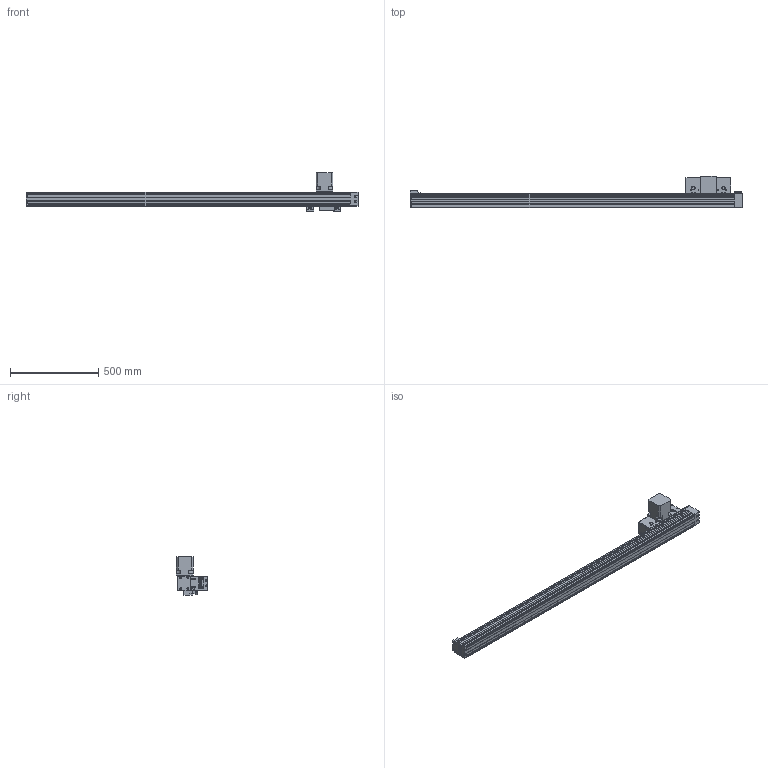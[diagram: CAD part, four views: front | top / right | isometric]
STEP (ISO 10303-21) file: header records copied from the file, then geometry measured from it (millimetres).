
FILE_DESCRIPTION((''),'2;1');
FILE_NAME('AXC80-APL__-H20-1500-1880','2008-04-17T',(''),(''),'PRO/ENGINEER BY PARAMETRIC TECHNOLOGY CORPORATION, 2004280','PRO/ENGINEER BY PARAMETRIC TECHNOLOGY CORPORATION, 2004280','');
FILE_SCHEMA(('AUTOMOTIVE_DESIGN { 1 2 10303 214 0 1 1 1 }'));
Length unit declared in the file: millimetre
Products named in the file (3): AXC80-APL__-H20-1500-1880_01; AXC80-APL__-H20-1500-1880_02; AXC80-APL__-H20-1500-1880
Assembly tree (2 placements, depth 2):
  AXC80-APL__-H20-1500-1880
    AXC80-APL__-H20-1500-1880_01
    AXC80-APL__-H20-1500-1880_02
Bounding box: 1880 x 177.3 x 220 mm (x, y, z)
Volume: 13921682.8 mm3; surface area: 1168978.4 mm2
Topology: 2 solids, 15 shells, 1613 faces, 4372 edges, 2810 vertices
Faces by surface type: cylinder 647, plane 647, torus 146, sphere 88, cone 85
Entity records: 63119 total; most frequent: CARTESIAN_POINT 21398, DIRECTION 9083, ORIENTED_EDGE 8576, EDGE_CURVE 4288, AXIS2_PLACEMENT_3D 3521, VERTEX_POINT 2810, VECTOR 2041, LINE 2041
